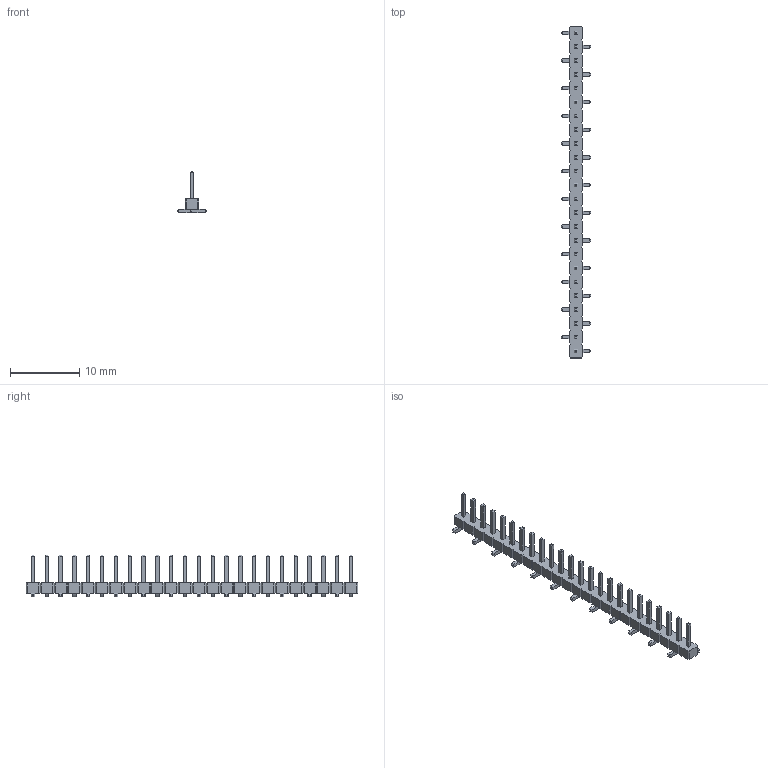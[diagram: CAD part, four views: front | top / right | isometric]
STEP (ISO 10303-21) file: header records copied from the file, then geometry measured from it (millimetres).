
FILE_DESCRIPTION(/* description */ ('model of PinHeader_1x24_P2.00mm_Vertical_SMD_Pin1Left'),/* implementation_level */ '2;1');
FILE_NAME(/* name */ 'PinHeader_1x24_P2.00mm_Vertical_SMD_Pin1Left.step',/* time_stamp */ '2017-12-02T02:44:07',/* author */ ('kicad StepUp','ksu'),/* organization */ ('FreeCAD'),/* preprocessor_version */ 'OCC',/* originating_system */ 'kicad StepUp',/* authorisation */ '');
FILE_SCHEMA(('AUTOMOTIVE_DESIGN_CC2 { 1 2 10303 214 -1 1 5 4 }'));
Length unit declared in the file: millimetre
Products named in the file (1): PinHeader_1x24_P200mm_Vertical_SMD_Pin1Left
Bounding box: 4.2 x 48 x 6 mm (x, y, z)
Volume: 178 mm3; surface area: 622.3 mm2
Topology: 1 solids, 1 shells, 604 faces, 1542 edges, 964 vertices
Faces by surface type: plane 580, cylinder 24
Entity records: 21899 total; most frequent: CARTESIAN_POINT 3111, ORIENTED_EDGE 3084, DIRECTION 2800, EDGE_CURVE 1542, LINE 1494, VECTOR 1494, VERTEX_POINT 964, AXIS2_PLACEMENT_3D 653
